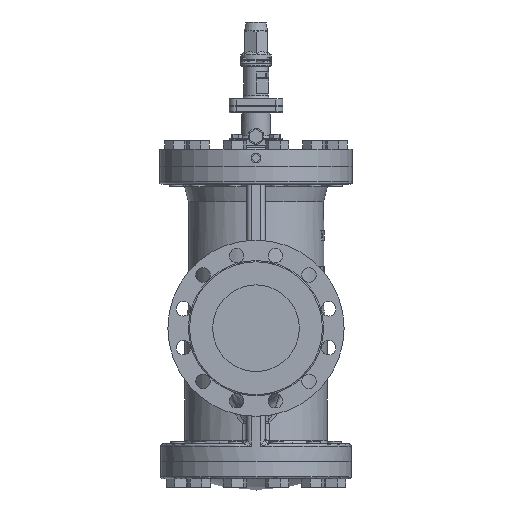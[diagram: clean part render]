
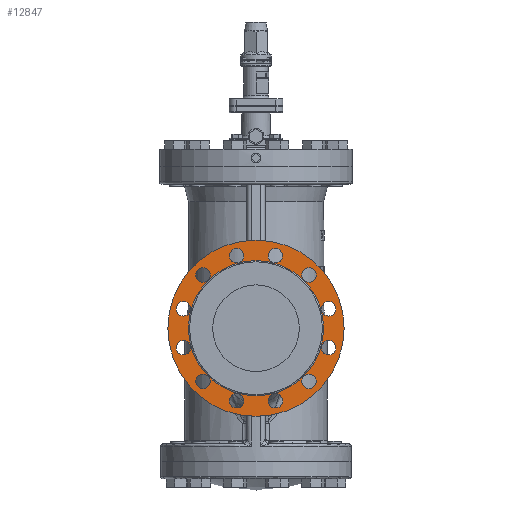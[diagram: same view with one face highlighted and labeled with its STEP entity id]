
A CAD part, left-side view. The second image highlights one B-rep face of the part: STEP entity #12847.
In plain terms, the highlighted planar face has unit normal (-1, 0, 0).
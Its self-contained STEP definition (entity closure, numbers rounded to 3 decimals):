
#440=FACE_BOUND('',#3918,.T.);
#441=FACE_BOUND('',#3919,.T.);
#442=FACE_BOUND('',#3920,.T.);
#443=FACE_BOUND('',#3921,.T.);
#444=FACE_BOUND('',#3922,.T.);
#445=FACE_BOUND('',#3923,.T.);
#446=FACE_BOUND('',#3924,.T.);
#447=FACE_BOUND('',#3925,.T.);
#448=FACE_BOUND('',#3926,.T.);
#449=FACE_BOUND('',#3927,.T.);
#450=FACE_BOUND('',#3928,.T.);
#451=FACE_BOUND('',#3929,.T.);
#452=FACE_BOUND('',#3930,.T.);
#666=PLANE('',#13722);
#3035=FACE_OUTER_BOUND('',#3917,.T.);
#3917=EDGE_LOOP('',(#9047));
#3918=EDGE_LOOP('',(#9048));
#3919=EDGE_LOOP('',(#9049));
#3920=EDGE_LOOP('',(#9050));
#3921=EDGE_LOOP('',(#9051));
#3922=EDGE_LOOP('',(#9052));
#3923=EDGE_LOOP('',(#9053));
#3924=EDGE_LOOP('',(#9054));
#3925=EDGE_LOOP('',(#9055));
#3926=EDGE_LOOP('',(#9056));
#3927=EDGE_LOOP('',(#9057));
#3928=EDGE_LOOP('',(#9058));
#3929=EDGE_LOOP('',(#9059));
#3930=EDGE_LOOP('',(#9060));
#5256=CIRCLE('',#13718,152.5);
#5257=CIRCLE('',#13720,117.);
#5259=CIRCLE('',#13723,12.5);
#5260=CIRCLE('',#13724,12.5);
#5261=CIRCLE('',#13725,12.5);
#5262=CIRCLE('',#13726,12.5);
#5263=CIRCLE('',#13727,12.5);
#5264=CIRCLE('',#13728,12.5);
#5265=CIRCLE('',#13729,12.5);
#5266=CIRCLE('',#13730,12.5);
#5267=CIRCLE('',#13731,12.5);
#5268=CIRCLE('',#13732,12.5);
#5269=CIRCLE('',#13733,12.5);
#5270=CIRCLE('',#13734,12.5);
#5854=VERTEX_POINT('',#19362);
#5855=VERTEX_POINT('',#19365);
#5857=VERTEX_POINT('',#19370);
#5858=VERTEX_POINT('',#19372);
#5859=VERTEX_POINT('',#19374);
#5860=VERTEX_POINT('',#19376);
#5861=VERTEX_POINT('',#19378);
#5862=VERTEX_POINT('',#19380);
#5863=VERTEX_POINT('',#19382);
#5864=VERTEX_POINT('',#19384);
#5865=VERTEX_POINT('',#19386);
#5866=VERTEX_POINT('',#19388);
#5867=VERTEX_POINT('',#19390);
#5868=VERTEX_POINT('',#19392);
#7111=EDGE_CURVE('',#5854,#5854,#5256,.T.);
#7112=EDGE_CURVE('',#5855,#5855,#5257,.T.);
#7114=EDGE_CURVE('',#5857,#5857,#5259,.T.);
#7115=EDGE_CURVE('',#5858,#5858,#5260,.T.);
#7116=EDGE_CURVE('',#5859,#5859,#5261,.T.);
#7117=EDGE_CURVE('',#5860,#5860,#5262,.T.);
#7118=EDGE_CURVE('',#5861,#5861,#5263,.T.);
#7119=EDGE_CURVE('',#5862,#5862,#5264,.T.);
#7120=EDGE_CURVE('',#5863,#5863,#5265,.T.);
#7121=EDGE_CURVE('',#5864,#5864,#5266,.T.);
#7122=EDGE_CURVE('',#5865,#5865,#5267,.T.);
#7123=EDGE_CURVE('',#5866,#5866,#5268,.T.);
#7124=EDGE_CURVE('',#5867,#5867,#5269,.T.);
#7125=EDGE_CURVE('',#5868,#5868,#5270,.T.);
#9047=ORIENTED_EDGE('',*,*,#7111,.F.);
#9048=ORIENTED_EDGE('',*,*,#7114,.F.);
#9049=ORIENTED_EDGE('',*,*,#7115,.F.);
#9050=ORIENTED_EDGE('',*,*,#7116,.F.);
#9051=ORIENTED_EDGE('',*,*,#7117,.F.);
#9052=ORIENTED_EDGE('',*,*,#7118,.F.);
#9053=ORIENTED_EDGE('',*,*,#7119,.F.);
#9054=ORIENTED_EDGE('',*,*,#7120,.F.);
#9055=ORIENTED_EDGE('',*,*,#7121,.F.);
#9056=ORIENTED_EDGE('',*,*,#7122,.F.);
#9057=ORIENTED_EDGE('',*,*,#7123,.F.);
#9058=ORIENTED_EDGE('',*,*,#7124,.F.);
#9059=ORIENTED_EDGE('',*,*,#7125,.F.);
#9060=ORIENTED_EDGE('',*,*,#7112,.F.);
#12847=ADVANCED_FACE('',(#3035,#440,#441,#442,#443,#444,#445,#446,#447,
#448,#449,#450,#451,#452),#666,.T.);
#13718=AXIS2_PLACEMENT_3D('',#19363,#15156,#15157);
#13720=AXIS2_PLACEMENT_3D('',#19366,#15160,#15161);
#13722=AXIS2_PLACEMENT_3D('',#19369,#15164,#15165);
#13723=AXIS2_PLACEMENT_3D('',#19371,#15166,#15167);
#13724=AXIS2_PLACEMENT_3D('',#19373,#15168,#15169);
#13725=AXIS2_PLACEMENT_3D('',#19375,#15170,#15171);
#13726=AXIS2_PLACEMENT_3D('',#19377,#15172,#15173);
#13727=AXIS2_PLACEMENT_3D('',#19379,#15174,#15175);
#13728=AXIS2_PLACEMENT_3D('',#19381,#15176,#15177);
#13729=AXIS2_PLACEMENT_3D('',#19383,#15178,#15179);
#13730=AXIS2_PLACEMENT_3D('',#19385,#15180,#15181);
#13731=AXIS2_PLACEMENT_3D('',#19387,#15182,#15183);
#13732=AXIS2_PLACEMENT_3D('',#19389,#15184,#15185);
#13733=AXIS2_PLACEMENT_3D('',#19391,#15186,#15187);
#13734=AXIS2_PLACEMENT_3D('',#19393,#15188,#15189);
#15156=DIRECTION('center_axis',(1.,0.,0.));
#15157=DIRECTION('ref_axis',(0.,0.,-1.));
#15160=DIRECTION('center_axis',(-1.,0.,0.));
#15161=DIRECTION('ref_axis',(0.,0.,
-1.));
#15164=DIRECTION('center_axis',(-1.,0.,0.));
#15165=DIRECTION('ref_axis',(0.,0.,1.));
#15166=DIRECTION('center_axis',(-1.,0.,0.));
#15167=DIRECTION('ref_axis',(0.,-0.5,-0.866));
#15168=DIRECTION('center_axis',(-1.,0.,0.));
#15169=DIRECTION('ref_axis',(0.,0.,
-1.));
#15170=DIRECTION('center_axis',(-1.,0.,0.));
#15171=DIRECTION('ref_axis',(0.,0.5,-0.866));
#15172=DIRECTION('center_axis',(-1.,0.,0.));
#15173=DIRECTION('ref_axis',(0.,0.866,-0.5));
#15174=DIRECTION('center_axis',(-1.,0.,0.));
#15175=DIRECTION('ref_axis',(0.,1.,0.));
#15176=DIRECTION('center_axis',(-1.,0.,0.));
#15177=DIRECTION('ref_axis',(0.,0.866,0.5));
#15178=DIRECTION('center_axis',(-1.,0.,0.));
#15179=DIRECTION('ref_axis',(0.,0.5,0.866));
#15180=DIRECTION('center_axis',(-1.,0.,0.));
#15181=DIRECTION('ref_axis',(0.,0.,1.));
#15182=DIRECTION('center_axis',(-1.,0.,0.));
#15183=DIRECTION('ref_axis',(0.,-0.866,-0.5));
#15184=DIRECTION('center_axis',(-1.,0.,0.));
#15185=DIRECTION('ref_axis',(0.,-1.,0.));
#15186=DIRECTION('center_axis',(-1.,0.,0.));
#15187=DIRECTION('ref_axis',(0.,-0.866,0.5));
#15188=DIRECTION('center_axis',(-1.,0.,0.));
#15189=DIRECTION('ref_axis',(0.,-0.5,0.866));
#19362=CARTESIAN_POINT('',(-304.,0.,152.5));
#19363=CARTESIAN_POINT('Origin',(-304.,0.,0.));
#19365=CARTESIAN_POINT('',(-304.,0.,117.));
#19366=CARTESIAN_POINT('Origin',(-304.,0.,0.));
#19369=CARTESIAN_POINT('Origin',(-304.,0.,0.));
#19370=CARTESIAN_POINT('',(-304.,-33.646,-113.07));
#19371=CARTESIAN_POINT('Origin',(-304.,-33.646,-125.57));
#19372=CARTESIAN_POINT('',(-304.,33.646,-113.07));
#19373=CARTESIAN_POINT('Origin',(-304.,33.646,-125.57));
#19374=CARTESIAN_POINT('',(-304.,91.924,-79.424));
#19375=CARTESIAN_POINT('Origin',(-304.,91.924,-91.924));
#19376=CARTESIAN_POINT('',(-304.,125.57,-21.146));
#19377=CARTESIAN_POINT('Origin',(-304.,125.57,-33.646));
#19378=CARTESIAN_POINT('',(-304.,125.57,46.146));
#19379=CARTESIAN_POINT('Origin',(-304.,125.57,33.646));
#19380=CARTESIAN_POINT('',(-304.,91.924,104.424));
#19381=CARTESIAN_POINT('Origin',(-304.,91.924,91.924));
#19382=CARTESIAN_POINT('',(-304.,33.646,138.07));
#19383=CARTESIAN_POINT('Origin',(-304.,33.646,125.57));
#19384=CARTESIAN_POINT('',(-304.,-33.646,138.07));
#19385=CARTESIAN_POINT('Origin',(-304.,-33.646,125.57));
#19386=CARTESIAN_POINT('',(-304.,-81.099,-85.674));
#19387=CARTESIAN_POINT('Origin',(-304.,-91.924,-91.924));
#19388=CARTESIAN_POINT('',(-304.,-113.07,-33.646));
#19389=CARTESIAN_POINT('Origin',(-304.,-125.57,-33.646));
#19390=CARTESIAN_POINT('',(-304.,-114.745,27.396));
#19391=CARTESIAN_POINT('Origin',(-304.,-125.57,33.646));
#19392=CARTESIAN_POINT('',(-304.,-85.674,81.099));
#19393=CARTESIAN_POINT('Origin',(-304.,-91.924,91.924));
